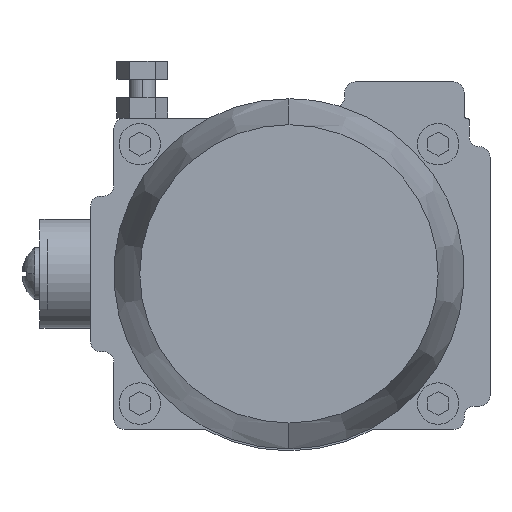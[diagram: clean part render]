
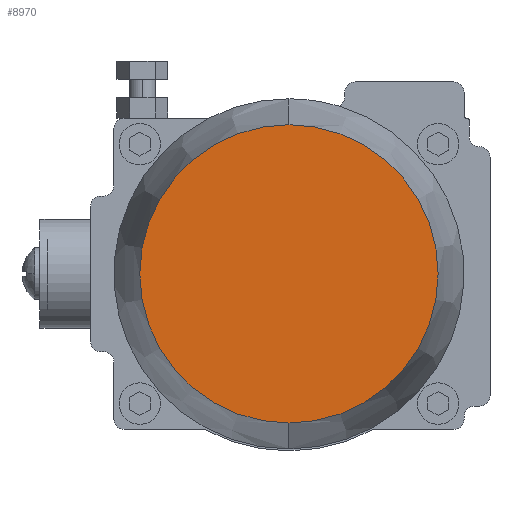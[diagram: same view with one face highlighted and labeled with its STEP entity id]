
A CAD part, left-side view. The second image highlights one B-rep face of the part: STEP entity #8970.
In plain terms, the highlighted planar face has unit normal (-1, 0, 0).
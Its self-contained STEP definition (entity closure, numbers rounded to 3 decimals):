
#29 = DIRECTION ( 'NONE',  ( 1., 0., 0. ) ) ;
#88 = VERTEX_POINT ( 'NONE', #3561 ) ;
#159 = EDGE_LOOP ( 'NONE', ( #9473, #5191 ) ) ;
#290 = CARTESIAN_POINT ( 'NONE',  ( -171., 57.5, 0. ) ) ;
#293 = CARTESIAN_POINT ( 'NONE',  ( -171., 0., 0. ) ) ;
#2267 = AXIS2_PLACEMENT_3D ( 'NONE', #290, #3260, #5817 ) ;
#3260 = DIRECTION ( 'NONE',  ( -1., 0., 0. ) ) ;
#3561 = CARTESIAN_POINT ( 'NONE',  ( -171., 0., -57.5 ) ) ;
#4200 = AXIS2_PLACEMENT_3D ( 'NONE', #11232, #8981, #7558 ) ;
#5191 = ORIENTED_EDGE ( 'NONE', *, *, #12679, .F. ) ;
#5817 = DIRECTION ( 'NONE',  ( 0., 0., 1. ) ) ;
#6421 = EDGE_CURVE ( 'NONE', #88, #17124, #17484, .T. ) ;
#7558 = DIRECTION ( 'NONE',  ( 0., 0., -1. ) ) ;
#8970 = ADVANCED_FACE ( 'NONE', ( #13746 ), #15176, .T. ) ;
#8981 = DIRECTION ( 'NONE',  ( 1., 0., 0. ) ) ;
#9473 = ORIENTED_EDGE ( 'NONE', *, *, #6421, .F. ) ;
#9961 = CARTESIAN_POINT ( 'NONE',  ( -171., 0., 57.5 ) ) ;
#10305 = AXIS2_PLACEMENT_3D ( 'NONE', #293, #29, #16425 ) ;
#11232 = CARTESIAN_POINT ( 'NONE',  ( -171., 0., 0. ) ) ;
#11696 = CIRCLE ( 'NONE', #10305, 57.5 ) ;
#12679 = EDGE_CURVE ( 'NONE', #17124, #88, #11696, .T. ) ;
#13746 = FACE_OUTER_BOUND ( 'NONE', #159, .T. ) ;
#15176 = PLANE ( 'NONE',  #2267 ) ;
#16425 = DIRECTION ( 'NONE',  ( 0., 0., -1. ) ) ;
#17124 = VERTEX_POINT ( 'NONE', #9961 ) ;
#17484 = CIRCLE ( 'NONE', #4200, 57.5 ) ;
